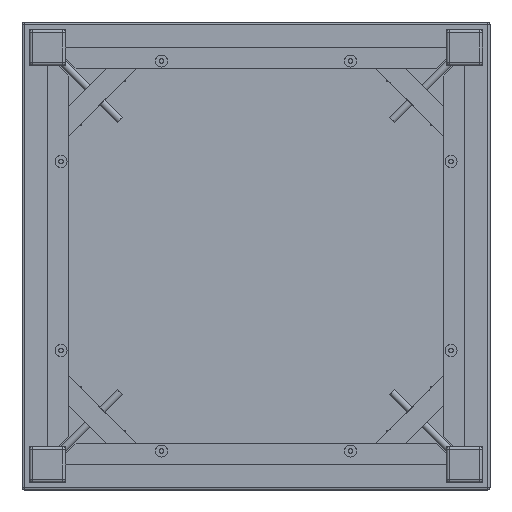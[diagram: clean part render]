
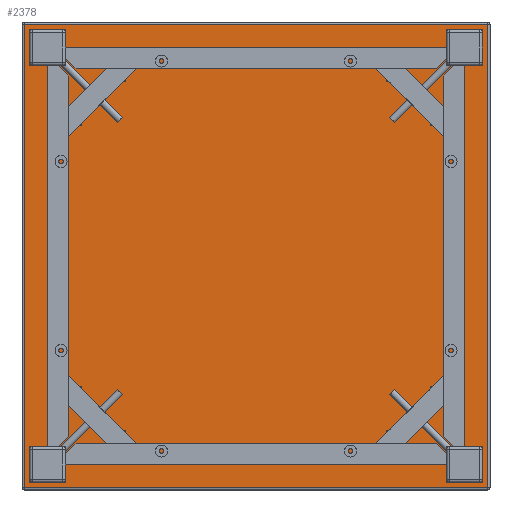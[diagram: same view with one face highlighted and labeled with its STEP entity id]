
A CAD part, front view. The second image highlights one B-rep face of the part: STEP entity #2378.
In plain terms, the highlighted face is planar.
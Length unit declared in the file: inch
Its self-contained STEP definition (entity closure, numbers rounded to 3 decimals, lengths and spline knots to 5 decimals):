
#265=PLANE('',#2561);
#349=LINE('',#3722,#521);
#351=LINE('',#3725,#523);
#355=LINE('',#3731,#527);
#357=LINE('',#3734,#529);
#521=VECTOR('',#2927,19.3125);
#523=VECTOR('',#2931,19.3125);
#527=VECTOR('',#2939,19.3125);
#529=VECTOR('',#2943,19.3125);
#762=FACE_OUTER_BOUND('',#914,.T.);
#914=EDGE_LOOP('',(#1805,#1806,#1807,#1808));
#1198=VERTEX_POINT('',#3646);
#1204=VERTEX_POINT('',#3663);
#1207=VERTEX_POINT('',#3670);
#1216=VERTEX_POINT('',#3700);
#1437=EDGE_CURVE('',#1207,#1216,#349,.T.);
#1439=EDGE_CURVE('',#1216,#1204,#351,.T.);
#1443=EDGE_CURVE('',#1198,#1207,#355,.T.);
#1445=EDGE_CURVE('',#1204,#1198,#357,.T.);
#1805=ORIENTED_EDGE('',*,*,#1437,.F.);
#1806=ORIENTED_EDGE('',*,*,#1443,.F.);
#1807=ORIENTED_EDGE('',*,*,#1445,.F.);
#1808=ORIENTED_EDGE('',*,*,#1439,.F.);
#2378=ADVANCED_FACE('',(#762),#265,.T.);
#2561=AXIS2_PLACEMENT_3D('',#3741,#2955,#2956);
#2927=DIRECTION('',(0.,1.,0.));
#2931=DIRECTION('',(-1.,0.,0.));
#2939=DIRECTION('',(1.,0.,0.));
#2943=DIRECTION('',(0.,-1.,0.));
#2955=DIRECTION('center_axis',(0.,0.,-1.));
#2956=DIRECTION('ref_axis',(-1.,0.,0.));
#3646=CARTESIAN_POINT('',(-9.65625,-9.65625,-0.5));
#3663=CARTESIAN_POINT('',(-9.65625,9.65625,-0.5));
#3670=CARTESIAN_POINT('',(9.65625,-9.65625,-0.5));
#3700=CARTESIAN_POINT('',(9.65625,9.65625,-0.5));
#3722=CARTESIAN_POINT('',(9.65625,-4.875,-0.5));
#3725=CARTESIAN_POINT('',(4.875,9.65625,-0.5));
#3731=CARTESIAN_POINT('',(-4.875,-9.65625,-0.5));
#3734=CARTESIAN_POINT('',(-9.65625,4.875,-0.5));
#3741=CARTESIAN_POINT('Origin',(0.,0.,-0.5));
